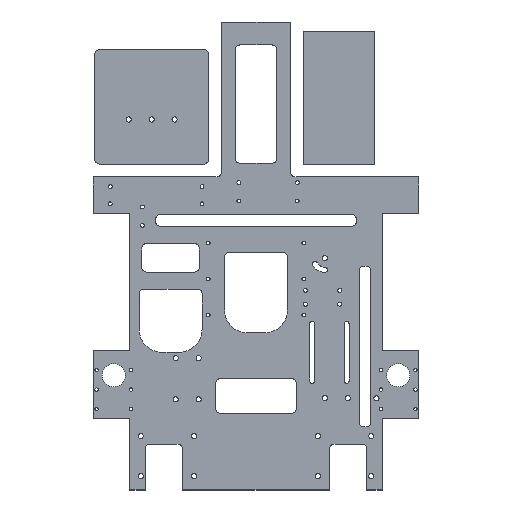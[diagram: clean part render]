
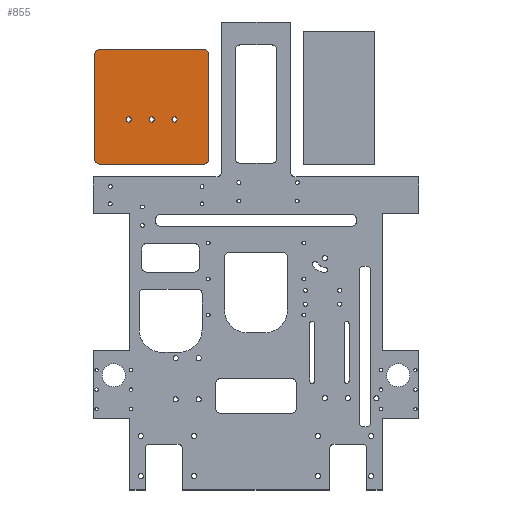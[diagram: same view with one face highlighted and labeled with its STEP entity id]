
A CAD part, top view. The second image highlights one B-rep face of the part: STEP entity #855.
In plain terms, the highlighted face is planar.
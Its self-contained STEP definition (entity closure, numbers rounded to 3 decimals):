
#86 = EDGE_CURVE ( 'NONE', #4486, #870, #2880, .T. ) ;
#255 = CIRCLE ( 'NONE', #7681, 2.25 ) ;
#345 = ORIENTED_EDGE ( 'NONE', *, *, #7192, .T. ) ;
#419 = DIRECTION ( 'NONE',  ( -1., 0., 0. ) ) ;
#425 = CIRCLE ( 'NONE', #2778, 2.25 ) ;
#434 = EDGE_CURVE ( 'NONE', #4206, #6746, #2370, .T. ) ;
#459 = AXIS2_PLACEMENT_3D ( 'NONE', #8946, #8941, #8938 ) ;
#510 = EDGE_CURVE ( 'NONE', #4206, #3339, #2242, .T. ) ;
#561 = CARTESIAN_POINT ( 'NONE',  ( 27.75, 39., 0. ) ) ;
#833 = DIRECTION ( 'NONE',  ( 1., 0., 0. ) ) ;
#855 = ADVANCED_FACE ( 'NONE', ( #1345, #1362, #1327, #1307 ), #8299, .T. ) ;
#856 = DIRECTION ( 'NONE',  ( 0., 0., 1. ) ) ;
#870 = VERTEX_POINT ( 'NONE', #7511 ) ;
#1000 = DIRECTION ( 'NONE',  ( 0., 0., 1. ) ) ;
#1303 = CARTESIAN_POINT ( 'NONE',  ( 0., 95., 0. ) ) ;
#1307 = FACE_OUTER_BOUND ( 'NONE', #1699, .T. ) ;
#1327 = FACE_BOUND ( 'NONE', #6865, .T. ) ;
#1339 = DIRECTION ( 'NONE',  ( -1., 0., 0. ) ) ;
#1345 = FACE_BOUND ( 'NONE', #6640, .T. ) ;
#1362 = FACE_BOUND ( 'NONE', #8690, .T. ) ;
#1380 = ORIENTED_EDGE ( 'NONE', *, *, #510, .T. ) ;
#1639 = CARTESIAN_POINT ( 'NONE',  ( 5., 0., 0. ) ) ;
#1645 = VECTOR ( 'NONE', #5744, 1000. ) ;
#1699 = EDGE_LOOP ( 'NONE', ( #3993, #1380, #2137, #5237, #5067, #6272, #6477, #345 ) ) ;
#1736 = LINE ( 'NONE', #6464, #1645 ) ;
#1740 = CARTESIAN_POINT ( 'NONE',  ( 72.25, 39., 0. ) ) ;
#2060 = CARTESIAN_POINT ( 'NONE',  ( 5., 95., 0. ) ) ;
#2075 = ORIENTED_EDGE ( 'NONE', *, *, #2869, .T. ) ;
#2137 = ORIENTED_EDGE ( 'NONE', *, *, #5299, .F. ) ;
#2242 = CIRCLE ( 'NONE', #6930, 5. ) ;
#2355 = VECTOR ( 'NONE', #5876, 1000. ) ;
#2370 = LINE ( 'NONE', #5842, #2355 ) ;
#2491 = CARTESIAN_POINT ( 'NONE',  ( 100., 5., 0. ) ) ;
#2541 = VERTEX_POINT ( 'NONE', #4356 ) ;
#2778 = AXIS2_PLACEMENT_3D ( 'NONE', #3979, #3971, #3959 ) ;
#2869 = EDGE_CURVE ( 'NONE', #8910, #5334, #6685, .T. ) ;
#2877 = VECTOR ( 'NONE', #7024, 1000. ) ;
#2880 = LINE ( 'NONE', #4314, #2877 ) ;
#2984 = EDGE_CURVE ( 'NONE', #7589, #8249, #6607, .T. ) ;
#3155 = DIRECTION ( 'NONE',  ( -1., 0., 0. ) ) ;
#3173 = DIRECTION ( 'NONE',  ( 0., 0., 1. ) ) ;
#3189 = CARTESIAN_POINT ( 'NONE',  ( 30., 39., 0. ) ) ;
#3314 = AXIS2_PLACEMENT_3D ( 'NONE', #9005, #4599, #419 ) ;
#3339 = VERTEX_POINT ( 'NONE', #6838 ) ;
#3536 = EDGE_CURVE ( 'NONE', #8441, #9192, #5375, .T. ) ;
#3584 = AXIS2_PLACEMENT_3D ( 'NONE', #6632, #7977, #7982 ) ;
#3959 = DIRECTION ( 'NONE',  ( 1., 0., 0. ) ) ;
#3971 = DIRECTION ( 'NONE',  ( 0., 0., 1. ) ) ;
#3979 = CARTESIAN_POINT ( 'NONE',  ( 70., 39., 0. ) ) ;
#3993 = ORIENTED_EDGE ( 'NONE', *, *, #434, .F. ) ;
#4206 = VERTEX_POINT ( 'NONE', #2491 ) ;
#4224 = CIRCLE ( 'NONE', #3314, 5. ) ;
#4314 = CARTESIAN_POINT ( 'NONE',  ( 0., 0., 0. ) ) ;
#4333 = AXIS2_PLACEMENT_3D ( 'NONE', #5727, #5703, #5688 ) ;
#4356 = CARTESIAN_POINT ( 'NONE',  ( 95., 100., 0. ) ) ;
#4486 = VERTEX_POINT ( 'NONE', #1303 ) ;
#4599 = DIRECTION ( 'NONE',  ( 0., 0., -1. ) ) ;
#4696 = ORIENTED_EDGE ( 'NONE', *, *, #6154, .T. ) ;
#4719 = DIRECTION ( 'NONE',  ( 0., 0., -1. ) ) ;
#4799 = DIRECTION ( 'NONE',  ( 1., 0., 0. ) ) ;
#5067 = ORIENTED_EDGE ( 'NONE', *, *, #86, .F. ) ;
#5203 = CARTESIAN_POINT ( 'NONE',  ( 52.25, 39., 0. ) ) ;
#5237 = ORIENTED_EDGE ( 'NONE', *, *, #8984, .T. ) ;
#5299 = EDGE_CURVE ( 'NONE', #7481, #3339, #1736, .T. ) ;
#5334 = VERTEX_POINT ( 'NONE', #5678 ) ;
#5369 = AXIS2_PLACEMENT_3D ( 'NONE', #7881, #856, #833 ) ;
#5375 = CIRCLE ( 'NONE', #4333, 2.25 ) ;
#5678 = CARTESIAN_POINT ( 'NONE',  ( 67.75, 39., 0. ) ) ;
#5688 = DIRECTION ( 'NONE',  ( 1., 0., 0. ) ) ;
#5703 = DIRECTION ( 'NONE',  ( 0., 0., 1. ) ) ;
#5713 = CIRCLE ( 'NONE', #8016, 5. ) ;
#5727 = CARTESIAN_POINT ( 'NONE',  ( 50., 39., 0. ) ) ;
#5744 = DIRECTION ( 'NONE',  ( 1., 0., 0. ) ) ;
#5842 = CARTESIAN_POINT ( 'NONE',  ( 100., 0., 0. ) ) ;
#5876 = DIRECTION ( 'NONE',  ( 0., 1., 0. ) ) ;
#5895 = AXIS2_PLACEMENT_3D ( 'NONE', #7766, #4719, #9144 ) ;
#6030 = EDGE_CURVE ( 'NONE', #5334, #8910, #425, .T. ) ;
#6154 = EDGE_CURVE ( 'NONE', #8249, #7589, #255, .T. ) ;
#6272 = ORIENTED_EDGE ( 'NONE', *, *, #8189, .T. ) ;
#6337 = DIRECTION ( 'NONE',  ( 0., 0., -1. ) ) ;
#6464 = CARTESIAN_POINT ( 'NONE',  ( 0., 0., 0. ) ) ;
#6477 = ORIENTED_EDGE ( 'NONE', *, *, #6752, .F. ) ;
#6579 = CARTESIAN_POINT ( 'NONE',  ( 95., 5., 0. ) ) ;
#6590 = DIRECTION ( 'NONE',  ( 0., 0., -1. ) ) ;
#6598 = DIRECTION ( 'NONE',  ( -1., 0., 0. ) ) ;
#6607 = CIRCLE ( 'NONE', #459, 2.25 ) ;
#6632 = CARTESIAN_POINT ( 'NONE',  ( 0., 0., 0. ) ) ;
#6640 = EDGE_LOOP ( 'NONE', ( #2075, #7410 ) ) ;
#6673 = CARTESIAN_POINT ( 'NONE',  ( 50., 39., 0. ) ) ;
#6685 = CIRCLE ( 'NONE', #5369, 2.25 ) ;
#6746 = VERTEX_POINT ( 'NONE', #8317 ) ;
#6752 = EDGE_CURVE ( 'NONE', #2541, #6800, #8698, .T. ) ;
#6800 = VERTEX_POINT ( 'NONE', #7665 ) ;
#6838 = CARTESIAN_POINT ( 'NONE',  ( 95., 0., 0. ) ) ;
#6865 = EDGE_LOOP ( 'NONE', ( #7826, #9062 ) ) ;
#6930 = AXIS2_PLACEMENT_3D ( 'NONE', #6579, #6590, #6598 ) ;
#6949 = CARTESIAN_POINT ( 'NONE',  ( 32.25, 39., 0. ) ) ;
#7024 = DIRECTION ( 'NONE',  ( 0., -1., 0. ) ) ;
#7113 = CIRCLE ( 'NONE', #9131, 2.25 ) ;
#7192 = EDGE_CURVE ( 'NONE', #2541, #6746, #7760, .T. ) ;
#7410 = ORIENTED_EDGE ( 'NONE', *, *, #6030, .T. ) ;
#7481 = VERTEX_POINT ( 'NONE', #1639 ) ;
#7511 = CARTESIAN_POINT ( 'NONE',  ( 0., 5., 0. ) ) ;
#7581 = EDGE_CURVE ( 'NONE', #9192, #8441, #7113, .T. ) ;
#7589 = VERTEX_POINT ( 'NONE', #6949 ) ;
#7595 = DIRECTION ( 'NONE',  ( -1., 0., 0. ) ) ;
#7633 = CARTESIAN_POINT ( 'NONE',  ( 0., 100., 0. ) ) ;
#7665 = CARTESIAN_POINT ( 'NONE',  ( 5., 100., 0. ) ) ;
#7681 = AXIS2_PLACEMENT_3D ( 'NONE', #3189, #3173, #3155 ) ;
#7760 = CIRCLE ( 'NONE', #5895, 5. ) ;
#7766 = CARTESIAN_POINT ( 'NONE',  ( 95., 95., 0. ) ) ;
#7826 = ORIENTED_EDGE ( 'NONE', *, *, #3536, .T. ) ;
#7869 = ORIENTED_EDGE ( 'NONE', *, *, #2984, .T. ) ;
#7881 = CARTESIAN_POINT ( 'NONE',  ( 70., 39., 0. ) ) ;
#7977 = DIRECTION ( 'NONE',  ( 0., 0., -1. ) ) ;
#7982 = DIRECTION ( 'NONE',  ( -1., 0., 0. ) ) ;
#8016 = AXIS2_PLACEMENT_3D ( 'NONE', #2060, #6337, #1339 ) ;
#8179 = CARTESIAN_POINT ( 'NONE',  ( 47.75, 39., 0. ) ) ;
#8189 = EDGE_CURVE ( 'NONE', #4486, #6800, #5713, .T. ) ;
#8249 = VERTEX_POINT ( 'NONE', #561 ) ;
#8299 = PLANE ( 'NONE',  #3584 ) ;
#8317 = CARTESIAN_POINT ( 'NONE',  ( 100., 95., 0. ) ) ;
#8441 = VERTEX_POINT ( 'NONE', #5203 ) ;
#8594 = VECTOR ( 'NONE', #7595, 1000. ) ;
#8690 = EDGE_LOOP ( 'NONE', ( #7869, #4696 ) ) ;
#8698 = LINE ( 'NONE', #7633, #8594 ) ;
#8910 = VERTEX_POINT ( 'NONE', #1740 ) ;
#8938 = DIRECTION ( 'NONE',  ( -1., 0., 0. ) ) ;
#8941 = DIRECTION ( 'NONE',  ( 0., 0., 1. ) ) ;
#8946 = CARTESIAN_POINT ( 'NONE',  ( 30., 39., 0. ) ) ;
#8984 = EDGE_CURVE ( 'NONE', #7481, #870, #4224, .T. ) ;
#9005 = CARTESIAN_POINT ( 'NONE',  ( 5., 5., 0. ) ) ;
#9062 = ORIENTED_EDGE ( 'NONE', *, *, #7581, .T. ) ;
#9131 = AXIS2_PLACEMENT_3D ( 'NONE', #6673, #1000, #4799 ) ;
#9144 = DIRECTION ( 'NONE',  ( -1., 0., 0. ) ) ;
#9192 = VERTEX_POINT ( 'NONE', #8179 ) ;
